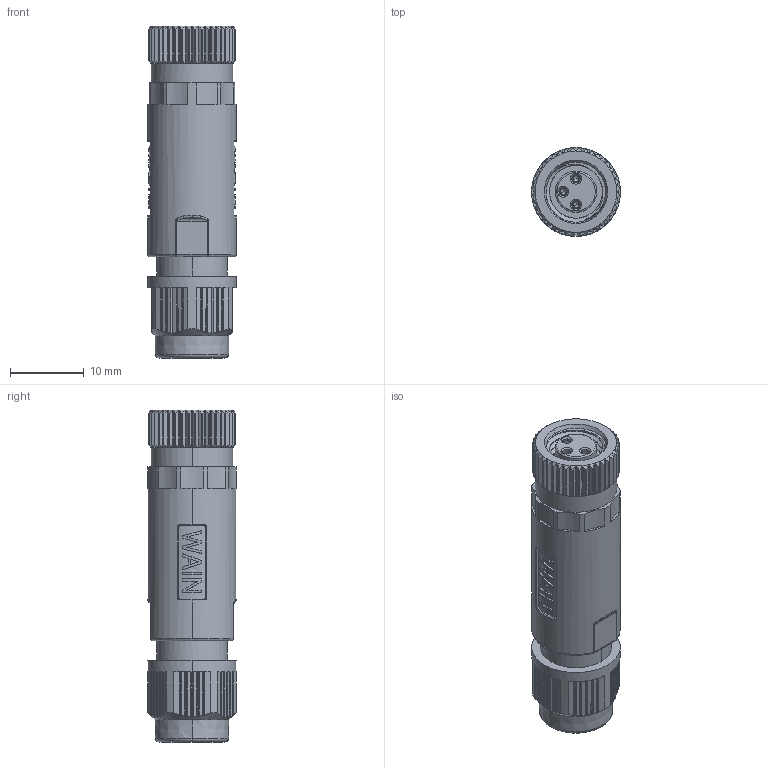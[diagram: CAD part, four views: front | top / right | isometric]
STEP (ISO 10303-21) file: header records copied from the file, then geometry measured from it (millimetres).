
FILE_DESCRIPTION((''),'2;1');
FILE_NAME('M8-F03-T-D5_ASM_SW0002','2020-03-26T',('tc.chen'),(''),'PRO/ENGINEER BY PARAMETRIC TECHNOLOGY CORPORATION, 2012480','PRO/ENGINEER BY PARAMETRIC TECHNOLOGY CORPORATION, 2012480','');
FILE_SCHEMA(('AUTOMOTIVE_DESIGN { 1 0 10303 214 1 1 1 1 }'));
Length unit declared in the file: inch
Products named in the file (1): M8-F03-T-D5_ASM_SW0002
Bounding box: 12 x 12 x 44.91 mm (x, y, z)
Volume: 4411.3 mm3; surface area: 2798.3 mm2
Topology: 1 solids, 1 shells, 640 faces, 1841 edges, 1201 vertices
Faces by surface type: plane 288, cylinder 191, cone 78, bspline 65, torus 18
Entity records: 43790 total; most frequent: CARTESIAN_POINT 17398, ORIENTED_EDGE 3670, DIRECTION 2649, PRESENTATION_STYLE_ASSIGNMENT 2476, STYLED_ITEM 1975, CURVE_STYLE 1835, EDGE_CURVE 1835, VERTEX_POINT 1201
